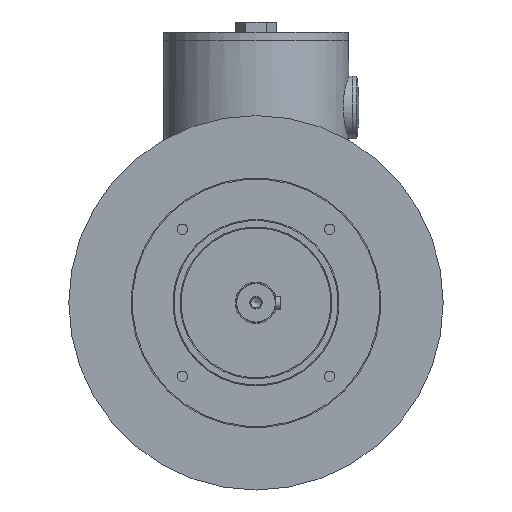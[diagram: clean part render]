
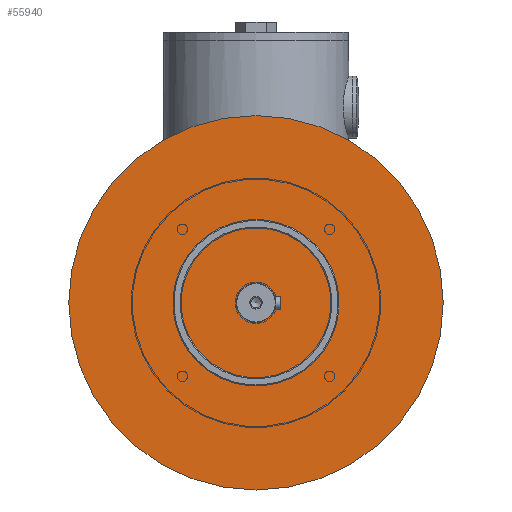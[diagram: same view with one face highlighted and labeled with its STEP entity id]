
A CAD part, left-side view. The second image highlights one B-rep face of the part: STEP entity #55940.
In plain terms, the highlighted face is planar.
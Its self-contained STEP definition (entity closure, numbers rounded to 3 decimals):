
#27901=ORIENTED_EDGE('',*,*,#32572,.F.);
#29024=CIRCLE('',#54497,90.);
#30499=VERTEX_POINT('',#52253);
#32572=EDGE_CURVE('',#30499,#30499,#29024,.T.);
#33993=EDGE_LOOP('',(#27901));
#35433=FACE_BOUND('',#33993,.T.);
#40407=DIRECTION('',(0.,0.,-1.));
#40408=DIRECTION('',(0.,90.,0.));
#40411=DIRECTION('',(0.,0.,1.));
#40412=DIRECTION('',(0.,-1.,0.));
#52253=CARTESIAN_POINT('',(0.,90.,0.));
#52254=CARTESIAN_POINT('',(0.,0.,0.));
#52256=CARTESIAN_POINT('',(0.,0.,0.));
#54497=AXIS2_PLACEMENT_3D('',#52254,#40407,#40408);
#54499=AXIS2_PLACEMENT_3D('',#52256,#40411,#40412);
#54951=PLANE('',#54499);
#55940=ADVANCED_FACE('',(#35433),#54951,.T.);
